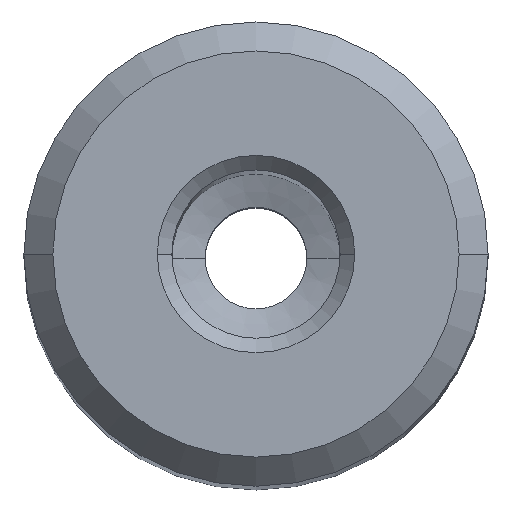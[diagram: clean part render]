
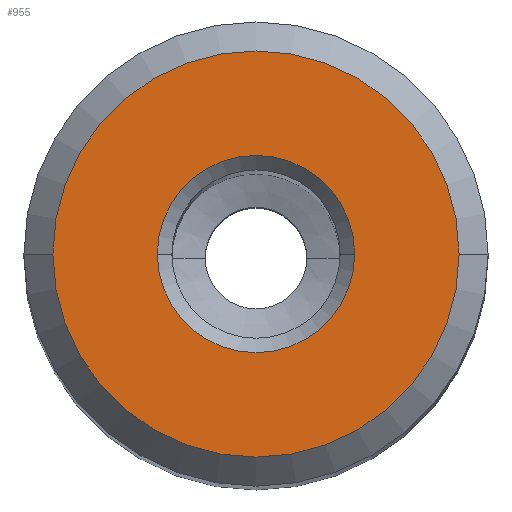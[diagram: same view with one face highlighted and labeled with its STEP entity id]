
A CAD part, top view. The second image highlights one B-rep face of the part: STEP entity #955.
In plain terms, the highlighted planar face has unit normal (0, 0, 1).
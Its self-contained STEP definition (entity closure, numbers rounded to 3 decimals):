
#457=VERTEX_POINT('NONE',#1149);
#527=EDGE_CURVE('NONE',#457,#889,#1227,.T.);
#601=EDGE_CURVE('NONE',#683,#809,#1313,.T.);
#683=VERTEX_POINT('NONE',#1403);
#731=EDGE_CURVE('NONE',#889,#457,#1459,.T.);
#803=EDGE_CURVE('NONE',#809,#683,#1538,.T.);
#809=VERTEX_POINT('NONE',#1545);
#889=VERTEX_POINT('NONE',#1634);
#955=ADVANCED_FACE('NONE',(#1711,#1712),#1713,.T.);
#1149=CARTESIAN_POINT('',(-3.4,0.,100.0));
#1227=CIRCLE('',#2111,3.4);
#1313=CIRCLE('',#2230,7.);
#1403=CARTESIAN_POINT('',(-7.,0.0,100.0));
#1459=CIRCLE('',#2445,3.4);
#1538=CIRCLE('',#2588,7.);
#1545=CARTESIAN_POINT('',(7.,0.,100.0));
#1634=CARTESIAN_POINT('',(3.4,0.0,100.0));
#1711=FACE_OUTER_BOUND('',#2817,.T.);
#1712=FACE_BOUND('',#2818,.T.);
#1713=PLANE('',#2819);
#2111=AXIS2_PLACEMENT_3D('',#3238,#3239,#3240);
#2230=AXIS2_PLACEMENT_3D('',#3353,#3354,#3355);
#2445=AXIS2_PLACEMENT_3D('',#3553,#3554,#3555);
#2588=AXIS2_PLACEMENT_3D('',#3652,#3653,#3654);
#2817=EDGE_LOOP('',(#3851,#3852));
#2818=EDGE_LOOP('',(#3853,#3854));
#2819=AXIS2_PLACEMENT_3D('',#3855,#3856,#3857);
#3238=CARTESIAN_POINT('',(0.0,0.0,100.0));
#3239=DIRECTION('',(0.0,0.0,-1.0));
#3240=DIRECTION('',(1.0,0.0,0.0));
#3353=CARTESIAN_POINT('',(0.0,0.0,100.0));
#3354=DIRECTION('',(0.0,0.0,1.0));
#3355=DIRECTION('',(1.0,0.0,0.0));
#3553=CARTESIAN_POINT('',(0.0,0.0,100.0));
#3554=DIRECTION('',(0.0,0.0,-1.0));
#3555=DIRECTION('',(1.0,0.0,0.0));
#3652=CARTESIAN_POINT('',(0.0,0.0,100.0));
#3653=DIRECTION('',(0.0,0.0,1.0));
#3654=DIRECTION('',(1.0,0.0,0.0));
#3851=ORIENTED_EDGE('',*,*,#601,.T.);
#3852=ORIENTED_EDGE('',*,*,#803,.T.);
#3853=ORIENTED_EDGE('',*,*,#731,.T.);
#3854=ORIENTED_EDGE('',*,*,#527,.T.);
#3855=CARTESIAN_POINT('',(0.0,8.,100.0));
#3856=DIRECTION('',(0.0,0.0,1.0));
#3857=DIRECTION('',(1.0,0.0,0.0));
